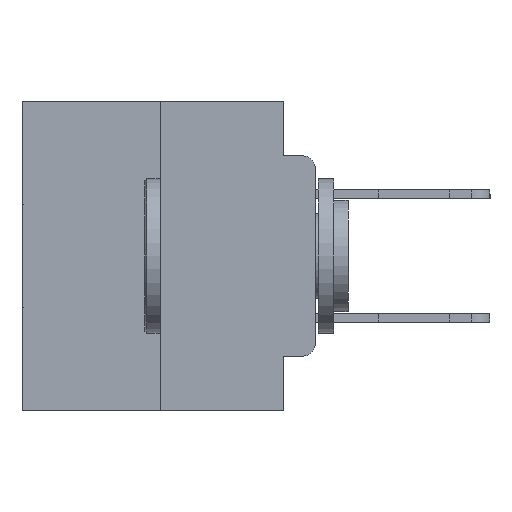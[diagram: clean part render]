
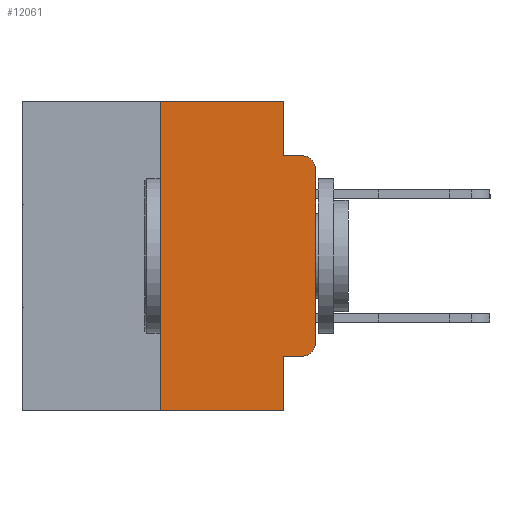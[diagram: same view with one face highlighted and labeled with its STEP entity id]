
A CAD part, left-side view. The second image highlights one B-rep face of the part: STEP entity #12061.
In plain terms, the highlighted planar face has unit normal (-1, 0, 0).
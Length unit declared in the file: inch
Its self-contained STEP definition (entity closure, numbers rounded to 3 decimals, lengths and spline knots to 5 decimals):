
#230 = DIRECTION ( 'NONE',  ( 0., 0., -1. ) ) ;
#266 = EDGE_CURVE ( 'NONE', #3232, #25619, #8361, .T. ) ;
#310 = LINE ( 'NONE', #24265, #22781 ) ;
#430 = EDGE_CURVE ( 'NONE', #27288, #25619, #15726, .T. ) ;
#1007 = CARTESIAN_POINT ( 'NONE',  ( 0., 0.02, -0.0885 ) ) ;
#1127 = VERTEX_POINT ( 'NONE', #20046 ) ;
#1279 = DIRECTION ( 'NONE',  ( 0., -1., 0. ) ) ;
#1532 = LINE ( 'NONE', #24958, #23909 ) ;
#2157 = DIRECTION ( 'NONE',  ( -1., 0., 0. ) ) ;
#2168 = CARTESIAN_POINT ( 'NONE',  ( 0., 0.051, -0.0885 ) ) ;
#2435 = CARTESIAN_POINT ( 'NONE',  ( 0., 0.051, -0.0885 ) ) ;
#3232 = VERTEX_POINT ( 'NONE', #5719 ) ;
#3405 = ORIENTED_EDGE ( 'NONE', *, *, #15095, .T. ) ;
#3460 = CARTESIAN_POINT ( 'NONE',  ( 0., 0.051, -0.5 ) ) ;
#3485 = EDGE_CURVE ( 'NONE', #3232, #20103, #17873, .T. ) ;
#3927 = VECTOR ( 'NONE', #12594, 39.37008 ) ;
#4868 = ORIENTED_EDGE ( 'NONE', *, *, #13661, .T. ) ;
#4894 = AXIS2_PLACEMENT_3D ( 'NONE', #26182, #13377, #230 ) ;
#5022 = ORIENTED_EDGE ( 'NONE', *, *, #9329, .F. ) ;
#5094 = VECTOR ( 'NONE', #6588, 39.37008 ) ;
#5183 = VERTEX_POINT ( 'NONE', #12137 ) ;
#5252 = AXIS2_PLACEMENT_3D ( 'NONE', #5362, #18357, #5457 ) ;
#5362 = CARTESIAN_POINT ( 'NONE',  ( 0., 0.473, 0. ) ) ;
#5457 = DIRECTION ( 'NONE',  ( 0., 0., -1. ) ) ;
#5630 = VECTOR ( 'NONE', #7017, 39.37008 ) ;
#5638 = ORIENTED_EDGE ( 'NONE', *, *, #6460, .F. ) ;
#5719 = CARTESIAN_POINT ( 'NONE',  ( 0., 0.25, -0.5 ) ) ;
#6460 = EDGE_CURVE ( 'NONE', #25807, #16563, #310, .T. ) ;
#6588 = DIRECTION ( 'NONE',  ( 0., 0., 1. ) ) ;
#6681 = FACE_OUTER_BOUND ( 'NONE', #25810, .T. ) ;
#7017 = DIRECTION ( 'NONE',  ( 0., 0., -1. ) ) ;
#7751 = DIRECTION ( 'NONE',  ( 0., 0., 1. ) ) ;
#8047 = CARTESIAN_POINT ( 'NONE',  ( 0., 0.051, 0. ) ) ;
#8361 = LINE ( 'NONE', #22858, #13405 ) ;
#8468 = ORIENTED_EDGE ( 'NONE', *, *, #22531, .F. ) ;
#8488 = CIRCLE ( 'NONE', #18816, 0.02 ) ;
#9207 = ORIENTED_EDGE ( 'NONE', *, *, #3485, .F. ) ;
#9271 = ORIENTED_EDGE ( 'NONE', *, *, #266, .T. ) ;
#9329 = EDGE_CURVE ( 'NONE', #16563, #24975, #12577, .T. ) ;
#9452 = ORIENTED_EDGE ( 'NONE', *, *, #430, .F. ) ;
#9481 = ORIENTED_EDGE ( 'NONE', *, *, #27076, .T. ) ;
#9762 = ORIENTED_EDGE ( 'NONE', *, *, #21438, .T. ) ;
#10072 = LINE ( 'NONE', #14219, #15108 ) ;
#10375 = VERTEX_POINT ( 'NONE', #25497 ) ;
#11503 = DIRECTION ( 'NONE',  ( 0., 0., -1. ) ) ;
#11891 = VECTOR ( 'NONE', #15420, 39.37008 ) ;
#12061 = ADVANCED_FACE ( 'NONE', ( #6681 ), #16181, .F. ) ;
#12137 = CARTESIAN_POINT ( 'NONE',  ( 0., 0.02, -0.4115 ) ) ;
#12577 = LINE ( 'NONE', #2435, #11891 ) ;
#12594 = DIRECTION ( 'NONE',  ( 0., -1., 0. ) ) ;
#13377 = DIRECTION ( 'NONE',  ( -1., 0., 0. ) ) ;
#13405 = VECTOR ( 'NONE', #24136, 39.37008 ) ;
#13661 = EDGE_CURVE ( 'NONE', #1127, #24975, #8488, .T. ) ;
#14219 = CARTESIAN_POINT ( 'NONE',  ( 0., 0., 0. ) ) ;
#15095 = EDGE_CURVE ( 'NONE', #10375, #1127, #10072, .T. ) ;
#15108 = VECTOR ( 'NONE', #7751, 39.37008 ) ;
#15152 = CIRCLE ( 'NONE', #4894, 0.02 ) ;
#15159 = CARTESIAN_POINT ( 'NONE',  ( 0., 0.02, -0.1085 ) ) ;
#15420 = DIRECTION ( 'NONE',  ( 0., -1., 0. ) ) ;
#15726 = LINE ( 'NONE', #22538, #5630 ) ;
#16181 = PLANE ( 'NONE',  #5252 ) ;
#16563 = VERTEX_POINT ( 'NONE', #2168 ) ;
#17170 = CARTESIAN_POINT ( 'NONE',  ( 0., 0.25, 0. ) ) ;
#17309 = DIRECTION ( 'NONE',  ( 0., 0., -1. ) ) ;
#17873 = LINE ( 'NONE', #25794, #5094 ) ;
#18357 = DIRECTION ( 'NONE',  ( 1., 0., 0. ) ) ;
#18816 = AXIS2_PLACEMENT_3D ( 'NONE', #15159, #2157, #17309 ) ;
#20046 = CARTESIAN_POINT ( 'NONE',  ( 0., 0., -0.1085 ) ) ;
#20103 = VERTEX_POINT ( 'NONE', #17170 ) ;
#21438 = EDGE_CURVE ( 'NONE', #5183, #10375, #15152, .T. ) ;
#22531 = EDGE_CURVE ( 'NONE', #20103, #25807, #26784, .T. ) ;
#22538 = CARTESIAN_POINT ( 'NONE',  ( 0., 0.051, 0. ) ) ;
#22781 = VECTOR ( 'NONE', #11503, 39.37008 ) ;
#22858 = CARTESIAN_POINT ( 'NONE',  ( 0., 0.473, -0.5 ) ) ;
#23282 = CARTESIAN_POINT ( 'NONE',  ( 0., 0.473, 0. ) ) ;
#23909 = VECTOR ( 'NONE', #1279, 39.37008 ) ;
#24136 = DIRECTION ( 'NONE',  ( 0., -1., 0. ) ) ;
#24265 = CARTESIAN_POINT ( 'NONE',  ( 0., 0.051, 0. ) ) ;
#24958 = CARTESIAN_POINT ( 'NONE',  ( 0., 0.051, -0.4115 ) ) ;
#24975 = VERTEX_POINT ( 'NONE', #1007 ) ;
#25497 = CARTESIAN_POINT ( 'NONE',  ( 0., 0., -0.3915 ) ) ;
#25619 = VERTEX_POINT ( 'NONE', #3460 ) ;
#25794 = CARTESIAN_POINT ( 'NONE',  ( 0., 0.25, 0. ) ) ;
#25807 = VERTEX_POINT ( 'NONE', #8047 ) ;
#25810 = EDGE_LOOP ( 'NONE', ( #3405, #4868, #5022, #5638, #8468, #9207, #9271, #9452, #9481, #9762 ) ) ;
#26182 = CARTESIAN_POINT ( 'NONE',  ( 0., 0.02, -0.3915 ) ) ;
#26784 = LINE ( 'NONE', #23282, #3927 ) ;
#27076 = EDGE_CURVE ( 'NONE', #27288, #5183, #1532, .T. ) ;
#27288 = VERTEX_POINT ( 'NONE', #27957 ) ;
#27957 = CARTESIAN_POINT ( 'NONE',  ( 0., 0.051, -0.4115 ) ) ;
